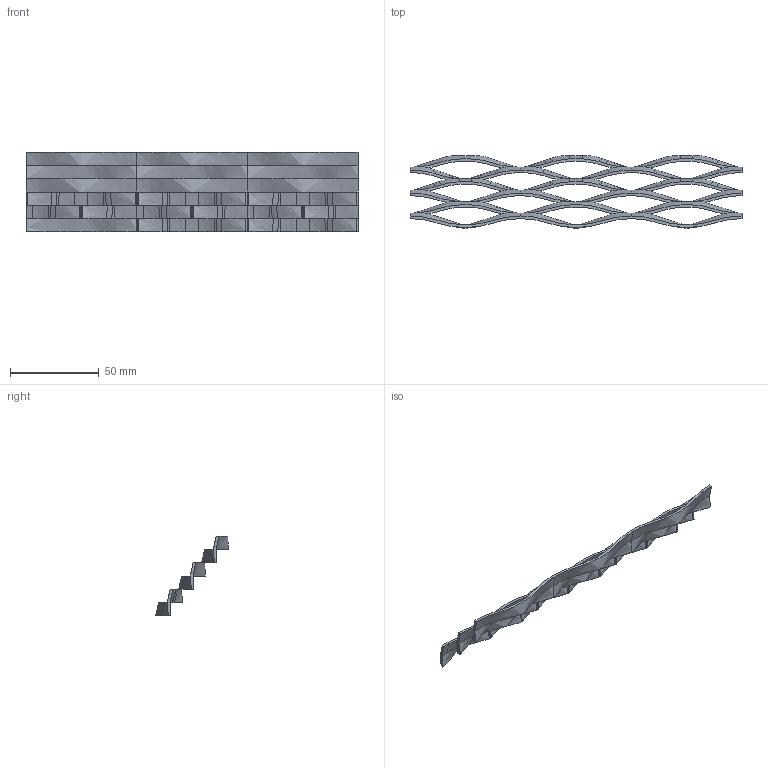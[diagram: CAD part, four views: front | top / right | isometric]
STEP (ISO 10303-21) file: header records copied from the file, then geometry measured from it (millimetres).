
FILE_DESCRIPTION(/* description */ (''),/* implementation_level */ '2;1');
FILE_NAME(/* name */ 'TK62,5x20x7,5x1,5Target.stp',/* time_stamp */ '2018-12-17T07:56:34+01:00',/* author */ ('libor.vojtek'),/* organization */ ('Technotron Metal s.r.o.'),/* preprocessor_version */ 'ST-DEVELOPER v17.2',/* originating_system */ 'Autodesk Inventor 2019',/* authorisation */ '');
FILE_SCHEMA (('AUTOMOTIVE_DESIGN { 1 0 10303 214 3 1 1 }'));
Length unit declared in the file: millimetre
Products named in the file (1): TK62,5x20x7,5x1,5Target
Bounding box: 187.5 x 41.18 x 45 mm (x, y, z)
Volume: 12942 mm3; surface area: 20578.2 mm2
Topology: 1 solids, 1 shells, 254 faces, 798 edges, 520 vertices
Faces by surface type: bspline 212, plane 42
Entity records: 14717 total; most frequent: CARTESIAN_POINT 9343, ORIENTED_EDGE 1596, EDGE_CURVE 798, B_SPLINE_CURVE_WITH_KNOTS 562, VERTEX_POINT 520, DIRECTION 322, FACE_OUTER_BOUND 254, EDGE_LOOP 254
